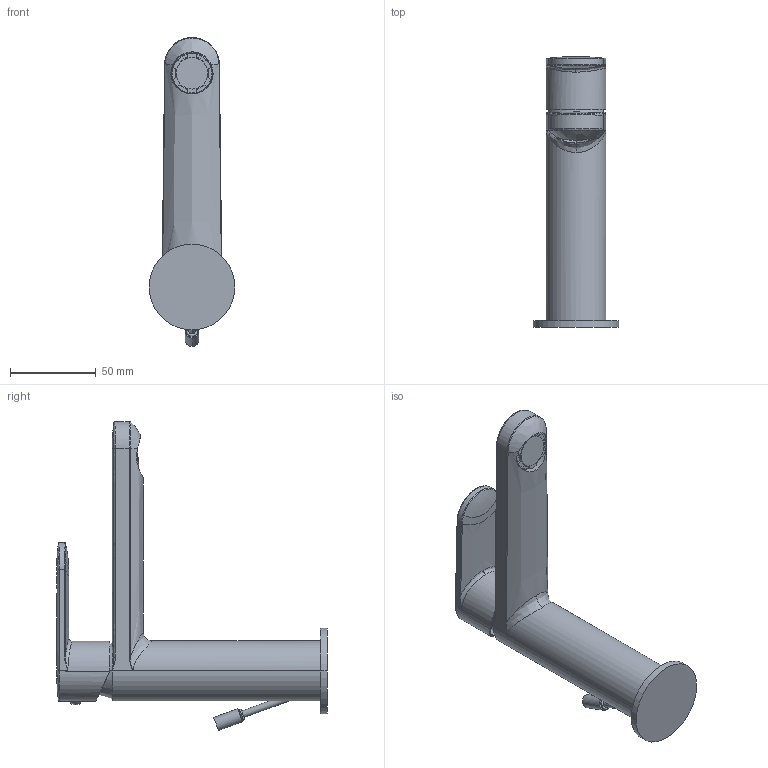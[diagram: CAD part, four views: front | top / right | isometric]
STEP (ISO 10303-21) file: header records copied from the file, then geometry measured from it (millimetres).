
FILE_DESCRIPTION((''),'2;1');
FILE_NAME('CA075HCR','2021-01-13T12:43:19',('ut3'),('PAFFONI SpA'),'CREO PARAMETRIC BY PTC INC, 2020044','CREO PARAMETRIC BY PTC INC, 2020044','');
FILE_SCHEMA(('CONFIG_CONTROL_DESIGN','SHAPE_APPEARANCE_LAYERS_GROUPS'));
Length unit declared in the file: millimetre
Products named in the file (1): CA075HCR
Bounding box: 50 x 157.92 x 180.19 mm (x, y, z)
Volume: 100826.9 mm3; surface area: 67953.1 mm2
Topology: 2 solids, 3 shells, 395 faces, 935 edges, 556 vertices
Faces by surface type: cylinder 124, bspline 123, plane 88, cone 29, torus 27, sphere 4
Entity records: 23923 total; most frequent: CARTESIAN_POINT 11649, ORIENTED_EDGE 1862, DIRECTION 1550, EDGE_CURVE 931, AXIS2_PLACEMENT_3D 633, FILL_AREA_STYLE_COLOUR 623, FILL_AREA_STYLE 623, SURFACE_STYLE_FILL_AREA 623
